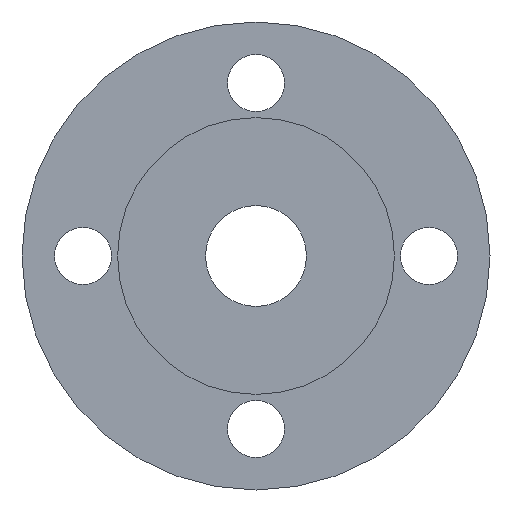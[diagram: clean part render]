
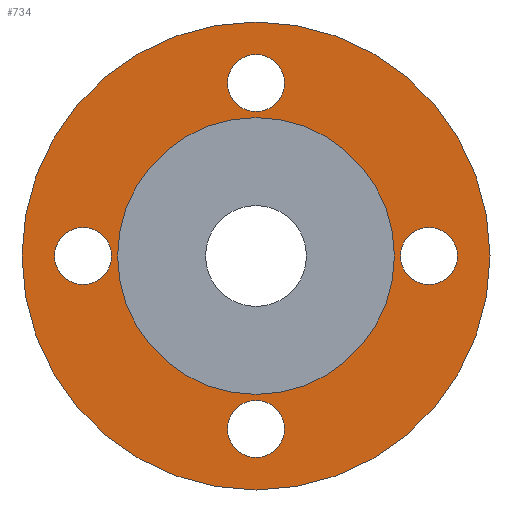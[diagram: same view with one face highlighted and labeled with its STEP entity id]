
A CAD part, front view. The second image highlights one B-rep face of the part: STEP entity #734.
In plain terms, the highlighted planar face has unit normal (0, -1, 0).
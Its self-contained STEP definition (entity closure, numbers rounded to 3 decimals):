
#2 = AXIS2_PLACEMENT_3D ( 'NONE', #168, #608, #549 ) ;
#3 = EDGE_CURVE ( 'NONE', #411, #9, #431, .T. ) ;
#9 = VERTEX_POINT ( 'NONE', #326 ) ;
#12 = DIRECTION ( 'NONE',  ( 0., 1., 0. ) ) ;
#15 = EDGE_CURVE ( 'NONE', #190, #450, #747, .T. ) ;
#16 = CARTESIAN_POINT ( 'NONE',  ( 0., 2., -42.5 ) ) ;
#17 = EDGE_CURVE ( 'NONE', #474, #415, #603, .T. ) ;
#23 = DIRECTION ( 'NONE',  ( 0., -1., 0. ) ) ;
#29 = DIRECTION ( 'NONE',  ( 0., 0., -1. ) ) ;
#31 = CARTESIAN_POINT ( 'NONE',  ( 42.5, 2., 0. ) ) ;
#36 = ORIENTED_EDGE ( 'NONE', *, *, #804, .F. ) ;
#43 = FACE_BOUND ( 'NONE', #473, .T. ) ;
#48 = PLANE ( 'NONE',  #155 ) ;
#52 = DIRECTION ( 'NONE',  ( 0., 1., 0. ) ) ;
#55 = DIRECTION ( 'NONE',  ( 0., 0., 1. ) ) ;
#68 = EDGE_CURVE ( 'NONE', #9, #411, #751, .T. ) ;
#69 = EDGE_LOOP ( 'NONE', ( #220, #137 ) ) ;
#74 = AXIS2_PLACEMENT_3D ( 'NONE', #512, #23, #578 ) ;
#76 = EDGE_CURVE ( 'NONE', #486, #131, #647, .T. ) ;
#82 = AXIS2_PLACEMENT_3D ( 'NONE', #393, #212, #397 ) ;
#84 = VERTEX_POINT ( 'NONE', #153 ) ;
#92 = CARTESIAN_POINT ( 'NONE',  ( 0., 2., -35.5 ) ) ;
#107 = FACE_OUTER_BOUND ( 'NONE', #320, .T. ) ;
#111 = CIRCLE ( 'NONE', #743, 7. ) ;
#131 = VERTEX_POINT ( 'NONE', #279 ) ;
#137 = ORIENTED_EDGE ( 'NONE', *, *, #744, .F. ) ;
#153 = CARTESIAN_POINT ( 'NONE',  ( 0., 2., 49.5 ) ) ;
#155 = AXIS2_PLACEMENT_3D ( 'NONE', #300, #668, #680 ) ;
#162 = CARTESIAN_POINT ( 'NONE',  ( -42.5, 2., 7. ) ) ;
#168 = CARTESIAN_POINT ( 'NONE',  ( 0., 2., 42.5 ) ) ;
#179 = CARTESIAN_POINT ( 'NONE',  ( 0., 2., -49.5 ) ) ;
#190 = VERTEX_POINT ( 'NONE', #250 ) ;
#212 = DIRECTION ( 'NONE',  ( 0., 1., 0. ) ) ;
#220 = ORIENTED_EDGE ( 'NONE', *, *, #17, .F. ) ;
#222 = EDGE_CURVE ( 'NONE', #366, #84, #111, .T. ) ;
#227 = DIRECTION ( 'NONE',  ( 0., 0., -1. ) ) ;
#232 = FACE_BOUND ( 'NONE', #69, .T. ) ;
#234 = ORIENTED_EDGE ( 'NONE', *, *, #793, .F. ) ;
#241 = CARTESIAN_POINT ( 'NONE',  ( 0., 2., 0. ) ) ;
#250 = CARTESIAN_POINT ( 'NONE',  ( 42.5, 2., 7. ) ) ;
#262 = AXIS2_PLACEMENT_3D ( 'NONE', #241, #12, #55 ) ;
#267 = EDGE_CURVE ( 'NONE', #666, #568, #325, .T. ) ;
#270 = DIRECTION ( 'NONE',  ( 0., -1., 0. ) ) ;
#279 = CARTESIAN_POINT ( 'NONE',  ( -42.5, 2., -7. ) ) ;
#299 = EDGE_LOOP ( 'NONE', ( #380, #418 ) ) ;
#300 = CARTESIAN_POINT ( 'NONE',  ( 0., 2., 34. ) ) ;
#307 = DIRECTION ( 'NONE',  ( 0., 0., 1. ) ) ;
#315 = AXIS2_PLACEMENT_3D ( 'NONE', #543, #420, #791 ) ;
#320 = EDGE_LOOP ( 'NONE', ( #781, #501 ) ) ;
#324 = ORIENTED_EDGE ( 'NONE', *, *, #222, .F. ) ;
#325 = CIRCLE ( 'NONE', #779, 34. ) ;
#326 = CARTESIAN_POINT ( 'NONE',  ( 0., 2., -57.5 ) ) ;
#333 = DIRECTION ( 'NONE',  ( 0., -1., 0. ) ) ;
#335 = DIRECTION ( 'NONE',  ( 0., 1., 0. ) ) ;
#337 = CARTESIAN_POINT ( 'NONE',  ( -42.5, 2., 0. ) ) ;
#339 = CARTESIAN_POINT ( 'NONE',  ( 0., 2., 57.5 ) ) ;
#364 = CARTESIAN_POINT ( 'NONE',  ( 0., 2., 0. ) ) ;
#366 = VERTEX_POINT ( 'NONE', #589 ) ;
#369 = CARTESIAN_POINT ( 'NONE',  ( 0., 2., 42.5 ) ) ;
#373 = DIRECTION ( 'NONE',  ( 0., -1., 0. ) ) ;
#380 = ORIENTED_EDGE ( 'NONE', *, *, #658, .T. ) ;
#384 = EDGE_CURVE ( 'NONE', #450, #190, #759, .T. ) ;
#388 = AXIS2_PLACEMENT_3D ( 'NONE', #16, #270, #453 ) ;
#393 = CARTESIAN_POINT ( 'NONE',  ( 0., 2., 0. ) ) ;
#397 = DIRECTION ( 'NONE',  ( 0., 0., 1. ) ) ;
#401 = CIRCLE ( 'NONE', #656, 7. ) ;
#411 = VERTEX_POINT ( 'NONE', #339 ) ;
#415 = VERTEX_POINT ( 'NONE', #92 ) ;
#418 = ORIENTED_EDGE ( 'NONE', *, *, #267, .T. ) ;
#420 = DIRECTION ( 'NONE',  ( 0., -1., 0. ) ) ;
#425 = DIRECTION ( 'NONE',  ( 0., 0., -1. ) ) ;
#431 = CIRCLE ( 'NONE', #530, 57.5 ) ;
#436 = CARTESIAN_POINT ( 'NONE',  ( 0., 2., -34. ) ) ;
#442 = AXIS2_PLACEMENT_3D ( 'NONE', #31, #706, #529 ) ;
#450 = VERTEX_POINT ( 'NONE', #550 ) ;
#453 = DIRECTION ( 'NONE',  ( 0., 0., -1. ) ) ;
#472 = CIRCLE ( 'NONE', #262, 34. ) ;
#473 = EDGE_LOOP ( 'NONE', ( #542, #648 ) ) ;
#474 = VERTEX_POINT ( 'NONE', #179 ) ;
#486 = VERTEX_POINT ( 'NONE', #162 ) ;
#501 = ORIENTED_EDGE ( 'NONE', *, *, #68, .F. ) ;
#512 = CARTESIAN_POINT ( 'NONE',  ( 42.5, 2., 0. ) ) ;
#529 = DIRECTION ( 'NONE',  ( 0., 0., -1. ) ) ;
#530 = AXIS2_PLACEMENT_3D ( 'NONE', #771, #335, #585 ) ;
#542 = ORIENTED_EDGE ( 'NONE', *, *, #384, .F. ) ;
#543 = CARTESIAN_POINT ( 'NONE',  ( -42.5, 2., 0. ) ) ;
#549 = DIRECTION ( 'NONE',  ( 0., 0., -1. ) ) ;
#550 = CARTESIAN_POINT ( 'NONE',  ( 42.5, 2., -7. ) ) ;
#553 = FACE_BOUND ( 'NONE', #638, .T. ) ;
#568 = VERTEX_POINT ( 'NONE', #600 ) ;
#578 = DIRECTION ( 'NONE',  ( 0., 0., -1. ) ) ;
#585 = DIRECTION ( 'NONE',  ( 0., 0., 1. ) ) ;
#589 = CARTESIAN_POINT ( 'NONE',  ( 0., 2., 35.5 ) ) ;
#596 = CIRCLE ( 'NONE', #315, 7. ) ;
#600 = CARTESIAN_POINT ( 'NONE',  ( 0., 2., 34. ) ) ;
#603 = CIRCLE ( 'NONE', #388, 7. ) ;
#608 = DIRECTION ( 'NONE',  ( 0., -1., 0. ) ) ;
#611 = AXIS2_PLACEMENT_3D ( 'NONE', #337, #333, #29 ) ;
#616 = FACE_BOUND ( 'NONE', #299, .T. ) ;
#638 = EDGE_LOOP ( 'NONE', ( #324, #234 ) ) ;
#642 = EDGE_LOOP ( 'NONE', ( #36, #764 ) ) ;
#647 = CIRCLE ( 'NONE', #611, 7. ) ;
#648 = ORIENTED_EDGE ( 'NONE', *, *, #15, .F. ) ;
#656 = AXIS2_PLACEMENT_3D ( 'NONE', #671, #799, #227 ) ;
#658 = EDGE_CURVE ( 'NONE', #568, #666, #472, .T. ) ;
#666 = VERTEX_POINT ( 'NONE', #436 ) ;
#667 = CIRCLE ( 'NONE', #2, 7. ) ;
#668 = DIRECTION ( 'NONE',  ( 0., -1., 0. ) ) ;
#671 = CARTESIAN_POINT ( 'NONE',  ( 0., 2., -42.5 ) ) ;
#680 = DIRECTION ( 'NONE',  ( 0., 0., -1. ) ) ;
#706 = DIRECTION ( 'NONE',  ( 0., -1., 0. ) ) ;
#727 = FACE_BOUND ( 'NONE', #642, .T. ) ;
#734 = ADVANCED_FACE ( 'NONE', ( #43, #553, #727, #232, #616, #107 ), #48, .T. ) ;
#743 = AXIS2_PLACEMENT_3D ( 'NONE', #369, #373, #425 ) ;
#744 = EDGE_CURVE ( 'NONE', #415, #474, #401, .T. ) ;
#747 = CIRCLE ( 'NONE', #74, 7. ) ;
#751 = CIRCLE ( 'NONE', #82, 57.5 ) ;
#759 = CIRCLE ( 'NONE', #442, 7. ) ;
#764 = ORIENTED_EDGE ( 'NONE', *, *, #76, .F. ) ;
#771 = CARTESIAN_POINT ( 'NONE',  ( 0., 2., 0. ) ) ;
#779 = AXIS2_PLACEMENT_3D ( 'NONE', #364, #52, #307 ) ;
#781 = ORIENTED_EDGE ( 'NONE', *, *, #3, .F. ) ;
#791 = DIRECTION ( 'NONE',  ( 0., 0., -1. ) ) ;
#793 = EDGE_CURVE ( 'NONE', #84, #366, #667, .T. ) ;
#799 = DIRECTION ( 'NONE',  ( 0., -1., 0. ) ) ;
#804 = EDGE_CURVE ( 'NONE', #131, #486, #596, .T. ) ;
